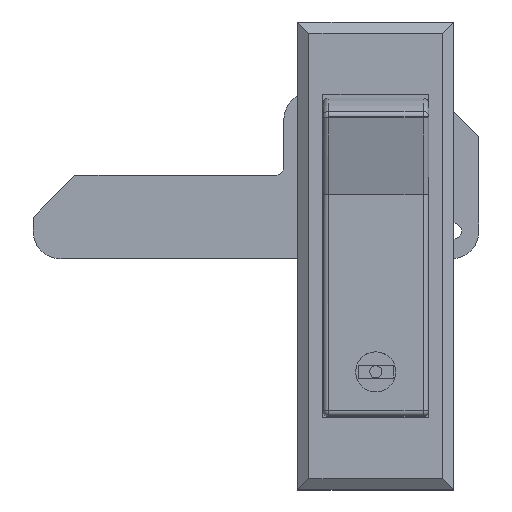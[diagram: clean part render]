
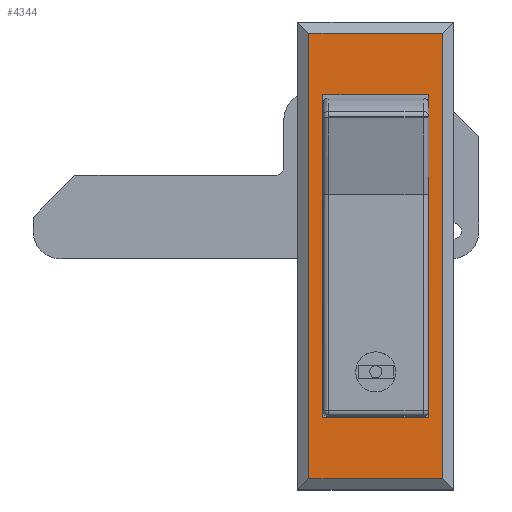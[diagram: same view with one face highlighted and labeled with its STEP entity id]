
A CAD part, top view. The second image highlights one B-rep face of the part: STEP entity #4344.
In plain terms, the highlighted planar face has unit normal (0, 0, 1).
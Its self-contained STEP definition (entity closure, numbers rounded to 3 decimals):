
#261 = DIRECTION ( 'NONE',  ( 0., -1., 0. ) ) ;
#671 = VERTEX_POINT ( 'NONE', #9186 ) ;
#817 = CARTESIAN_POINT ( 'NONE',  ( -14., 28., 3. ) ) ;
#948 = CARTESIAN_POINT ( 'NONE',  ( -9.5, -41., 3. ) ) ;
#1038 = EDGE_CURVE ( 'NONE', #671, #1405, #6944, .T. ) ;
#1358 = LINE ( 'NONE', #7072, #8475 ) ;
#1405 = VERTEX_POINT ( 'NONE', #4943 ) ;
#1678 = VERTEX_POINT ( 'NONE', #6773 ) ;
#1778 = LINE ( 'NONE', #5367, #3500 ) ;
#1916 = DIRECTION ( 'NONE',  ( -1., 0., 0. ) ) ;
#2055 = EDGE_CURVE ( 'NONE', #6139, #2909, #8702, .T. ) ;
#2066 = CARTESIAN_POINT ( 'NONE',  ( 12., 28., 3. ) ) ;
#2084 = EDGE_CURVE ( 'NONE', #1405, #6618, #4617, .T. ) ;
#2461 = CARTESIAN_POINT ( 'NONE',  ( -14., -52., 3. ) ) ;
#2609 = VECTOR ( 'NONE', #7457, 1000. ) ;
#2670 = VECTOR ( 'NONE', #8315, 1000. ) ;
#2847 = VECTOR ( 'NONE', #7484, 1000. ) ;
#2852 = LINE ( 'NONE', #9125, #3307 ) ;
#2909 = VERTEX_POINT ( 'NONE', #3789 ) ;
#3177 = CARTESIAN_POINT ( 'NONE',  ( 9.5, 17., 3. ) ) ;
#3307 = VECTOR ( 'NONE', #4793, 1000. ) ;
#3314 = ORIENTED_EDGE ( 'NONE', *, *, #7033, .T. ) ;
#3362 = CARTESIAN_POINT ( 'NONE',  ( -12., -52., 3. ) ) ;
#3500 = VECTOR ( 'NONE', #261, 1000. ) ;
#3789 = CARTESIAN_POINT ( 'NONE',  ( 12., -52., 3. ) ) ;
#4010 = ORIENTED_EDGE ( 'NONE', *, *, #2055, .T. ) ;
#4044 = ORIENTED_EDGE ( 'NONE', *, *, #8671, .T. ) ;
#4216 = ORIENTED_EDGE ( 'NONE', *, *, #2084, .F. ) ;
#4344 = ADVANCED_FACE ( 'NONE', ( #4629, #8039 ), #9180, .F. ) ;
#4552 = LINE ( 'NONE', #8871, #2609 ) ;
#4617 = LINE ( 'NONE', #5385, #2670 ) ;
#4629 = FACE_OUTER_BOUND ( 'NONE', #8694, .T. ) ;
#4793 = DIRECTION ( 'NONE',  ( 1., 0., 0. ) ) ;
#4845 = CARTESIAN_POINT ( 'NONE',  ( -14., 30., 3. ) ) ;
#4853 = VECTOR ( 'NONE', #8289, 1000. ) ;
#4943 = CARTESIAN_POINT ( 'NONE',  ( -9.5, -41., 3. ) ) ;
#5217 = ORIENTED_EDGE ( 'NONE', *, *, #9206, .T. ) ;
#5367 = CARTESIAN_POINT ( 'NONE',  ( -12., 30., 3. ) ) ;
#5381 = EDGE_CURVE ( 'NONE', #8532, #6618, #4552, .T. ) ;
#5385 = CARTESIAN_POINT ( 'NONE',  ( -9.5, -41., 3. ) ) ;
#5893 = AXIS2_PLACEMENT_3D ( 'NONE', #4845, #6282, #1916 ) ;
#6061 = ORIENTED_EDGE ( 'NONE', *, *, #7156, .T. ) ;
#6139 = VERTEX_POINT ( 'NONE', #3362 ) ;
#6195 = ORIENTED_EDGE ( 'NONE', *, *, #5381, .T. ) ;
#6282 = DIRECTION ( 'NONE',  ( 0., 0., -1. ) ) ;
#6352 = LINE ( 'NONE', #817, #8065 ) ;
#6618 = VERTEX_POINT ( 'NONE', #6788 ) ;
#6773 = CARTESIAN_POINT ( 'NONE',  ( -12., 28., 3. ) ) ;
#6788 = CARTESIAN_POINT ( 'NONE',  ( 9.5, -41., 3. ) ) ;
#6944 = LINE ( 'NONE', #948, #2847 ) ;
#7033 = EDGE_CURVE ( 'NONE', #7481, #1678, #6352, .T. ) ;
#7072 = CARTESIAN_POINT ( 'NONE',  ( 12., 30., 3. ) ) ;
#7156 = EDGE_CURVE ( 'NONE', #1678, #6139, #1778, .T. ) ;
#7377 = DIRECTION ( 'NONE',  ( -1., 0., 0. ) ) ;
#7457 = DIRECTION ( 'NONE',  ( 0., -1., 0. ) ) ;
#7481 = VERTEX_POINT ( 'NONE', #2066 ) ;
#7484 = DIRECTION ( 'NONE',  ( 0., -1., 0. ) ) ;
#7648 = ORIENTED_EDGE ( 'NONE', *, *, #1038, .F. ) ;
#8039 = FACE_BOUND ( 'NONE', #8130, .T. ) ;
#8065 = VECTOR ( 'NONE', #7377, 1000. ) ;
#8130 = EDGE_LOOP ( 'NONE', ( #7648, #4044, #6195, #4216 ) ) ;
#8289 = DIRECTION ( 'NONE',  ( 1., 0., 0. ) ) ;
#8315 = DIRECTION ( 'NONE',  ( 1., 0., 0. ) ) ;
#8475 = VECTOR ( 'NONE', #8540, 1000. ) ;
#8532 = VERTEX_POINT ( 'NONE', #3177 ) ;
#8540 = DIRECTION ( 'NONE',  ( 0., 1., 0. ) ) ;
#8671 = EDGE_CURVE ( 'NONE', #671, #8532, #2852, .T. ) ;
#8694 = EDGE_LOOP ( 'NONE', ( #4010, #5217, #3314, #6061 ) ) ;
#8702 = LINE ( 'NONE', #2461, #4853 ) ;
#8871 = CARTESIAN_POINT ( 'NONE',  ( 9.5, -41., 3. ) ) ;
#9125 = CARTESIAN_POINT ( 'NONE',  ( -9.5, 17., 3. ) ) ;
#9180 = PLANE ( 'NONE',  #5893 ) ;
#9186 = CARTESIAN_POINT ( 'NONE',  ( -9.5, 17., 3. ) ) ;
#9206 = EDGE_CURVE ( 'NONE', #2909, #7481, #1358, .T. ) ;
